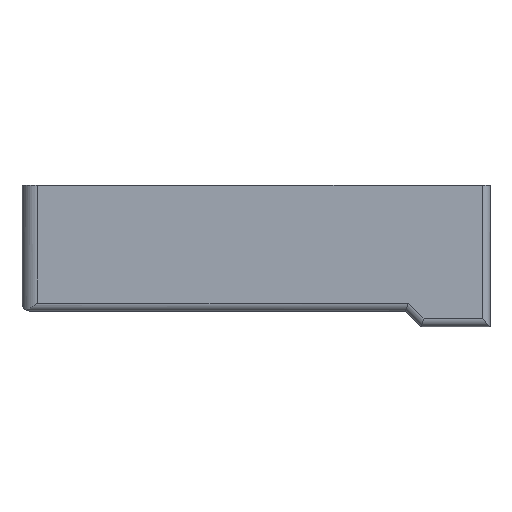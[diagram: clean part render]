
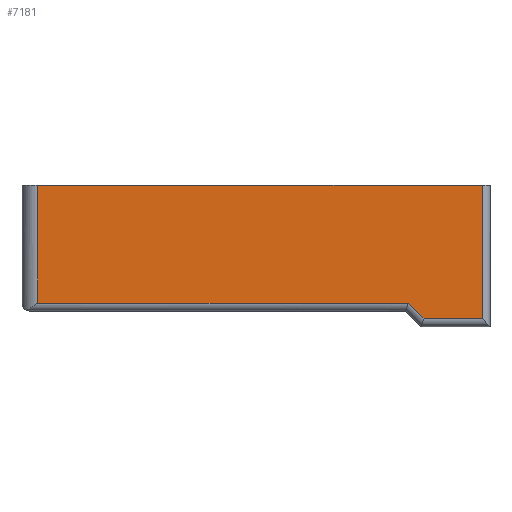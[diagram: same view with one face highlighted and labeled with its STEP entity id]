
A CAD part, left-side view. The second image highlights one B-rep face of the part: STEP entity #7181.
In plain terms, the highlighted planar face has unit normal (-1, 0, 0).
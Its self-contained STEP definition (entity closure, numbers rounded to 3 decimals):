
#4 = EDGE_CURVE ( 'NONE', #6935, #2217, #4743, .T. ) ;
#28 = VECTOR ( 'NONE', #734, 1000. ) ;
#442 = CARTESIAN_POINT ( 'NONE',  ( -57.5, 1., 16. ) ) ;
#462 = CARTESIAN_POINT ( 'NONE',  ( -57.5, 0., 16. ) ) ;
#548 = LINE ( 'NONE', #3774, #1237 ) ;
#643 = DIRECTION ( 'NONE',  ( 0., -0.707, -0.707 ) ) ;
#734 = DIRECTION ( 'NONE',  ( 0., 0., -1. ) ) ;
#841 = ORIENTED_EDGE ( 'NONE', *, *, #2422, .T. ) ;
#1237 = VECTOR ( 'NONE', #643, 1000. ) ;
#1339 = LINE ( 'NONE', #6234, #28 ) ;
#1582 = CARTESIAN_POINT ( 'NONE',  ( -57.5, 8.386, -1. ) ) ;
#1583 = VECTOR ( 'NONE', #1842, 1000. ) ;
#1842 = DIRECTION ( 'NONE',  ( 0., -1., 0. ) ) ;
#1958 = ORIENTED_EDGE ( 'NONE', *, *, #7242, .F. ) ;
#2217 = VERTEX_POINT ( 'NONE', #2747 ) ;
#2243 = DIRECTION ( 'NONE',  ( 0., -1., 0. ) ) ;
#2358 = VERTEX_POINT ( 'NONE', #4598 ) ;
#2402 = DIRECTION ( 'NONE',  ( 0., 0., -1. ) ) ;
#2408 = LINE ( 'NONE', #3604, #6602 ) ;
#2422 = EDGE_CURVE ( 'NONE', #6093, #2358, #3985, .T. ) ;
#2438 = PLANE ( 'NONE',  #7356 ) ;
#2592 = CARTESIAN_POINT ( 'NONE',  ( -57.5, 57.5, 16. ) ) ;
#2747 = CARTESIAN_POINT ( 'NONE',  ( -57.5, 10.386, 1. ) ) ;
#2995 = ORIENTED_EDGE ( 'NONE', *, *, #4, .T. ) ;
#2996 = CARTESIAN_POINT ( 'NONE',  ( -57.5, 0., 16. ) ) ;
#3604 = CARTESIAN_POINT ( 'NONE',  ( -57.5, 0., -1. ) ) ;
#3671 = VECTOR ( 'NONE', #7206, 1000. ) ;
#3774 = CARTESIAN_POINT ( 'NONE',  ( -57.5, 8.093, -1.293 ) ) ;
#3775 = CARTESIAN_POINT ( 'NONE',  ( -57.5, 57.5, 1. ) ) ;
#3985 = LINE ( 'NONE', #442, #3671 ) ;
#4219 = DIRECTION ( 'NONE',  ( 0., -1., 0. ) ) ;
#4233 = EDGE_LOOP ( 'NONE', ( #1958, #7677, #2995, #7103, #4367, #841 ) ) ;
#4245 = DIRECTION ( 'NONE',  ( 1., 0., 0. ) ) ;
#4367 = ORIENTED_EDGE ( 'NONE', *, *, #5123, .T. ) ;
#4598 = CARTESIAN_POINT ( 'NONE',  ( -57.5, 1., 16. ) ) ;
#4665 = EDGE_CURVE ( 'NONE', #2217, #7499, #548, .T. ) ;
#4743 = LINE ( 'NONE', #5992, #6813 ) ;
#5123 = EDGE_CURVE ( 'NONE', #7499, #6093, #2408, .T. ) ;
#5737 = VERTEX_POINT ( 'NONE', #2592 ) ;
#5992 = CARTESIAN_POINT ( 'NONE',  ( -57.5, 0., 1. ) ) ;
#6093 = VERTEX_POINT ( 'NONE', #6399 ) ;
#6234 = CARTESIAN_POINT ( 'NONE',  ( -57.5, 57.5, 16. ) ) ;
#6399 = CARTESIAN_POINT ( 'NONE',  ( -57.5, 1., -1. ) ) ;
#6602 = VECTOR ( 'NONE', #2243, 1000. ) ;
#6731 = EDGE_CURVE ( 'NONE', #5737, #6935, #1339, .T. ) ;
#6813 = VECTOR ( 'NONE', #4219, 1000. ) ;
#6935 = VERTEX_POINT ( 'NONE', #3775 ) ;
#7103 = ORIENTED_EDGE ( 'NONE', *, *, #4665, .T. ) ;
#7181 = ADVANCED_FACE ( 'NONE', ( #7385 ), #2438, .F. ) ;
#7206 = DIRECTION ( 'NONE',  ( 0., 0., 1. ) ) ;
#7242 = EDGE_CURVE ( 'NONE', #5737, #2358, #7343, .T. ) ;
#7343 = LINE ( 'NONE', #462, #1583 ) ;
#7356 = AXIS2_PLACEMENT_3D ( 'NONE', #2996, #4245, #2402 ) ;
#7385 = FACE_OUTER_BOUND ( 'NONE', #4233, .T. ) ;
#7499 = VERTEX_POINT ( 'NONE', #1582 ) ;
#7677 = ORIENTED_EDGE ( 'NONE', *, *, #6731, .T. ) ;
